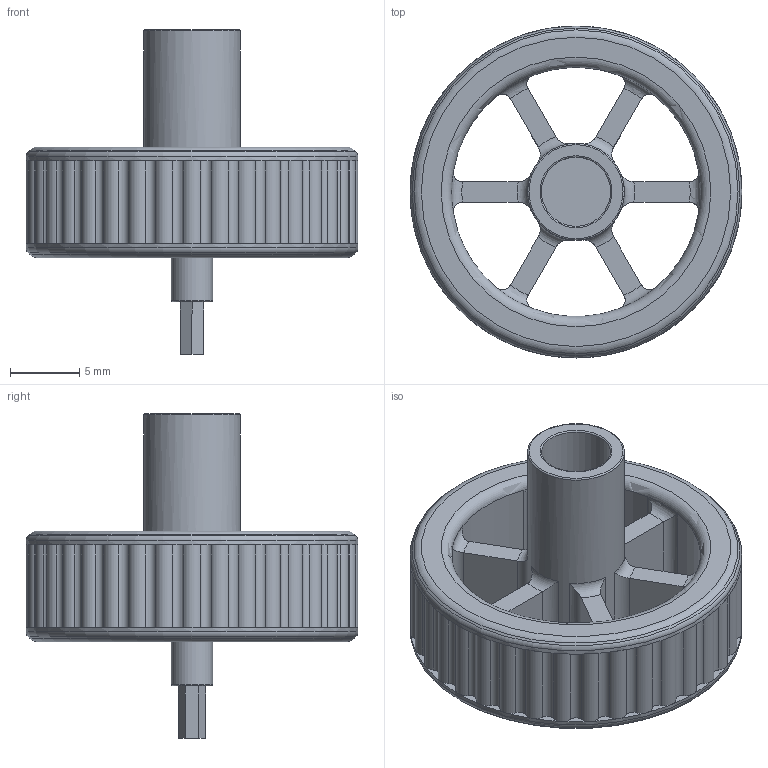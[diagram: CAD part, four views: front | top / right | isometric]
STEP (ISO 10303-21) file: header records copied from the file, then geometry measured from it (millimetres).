
FILE_DESCRIPTION(/* description */ (''),/* implementation_level */ '2;1');
FILE_NAME(/* name */ 'Wheel d.step',/* time_stamp */ '2024-04-14T09:06:11+08:00',/* author */ (''),/* organization */ (''),/* preprocessor_version */ 'ST-DEVELOPER v20',/* originating_system */ 'Autodesk Translation Framework v12.20.1.177',/* authorisation */ '');
FILE_SCHEMA (('AUTOMOTIVE_DESIGN { 1 0 10303 214 3 1 1 }'));
Length unit declared in the file: millimetre
Products named in the file (1): Wheel (1)
Bounding box: 24 x 24 x 23.5 mm (x, y, z)
Volume: 2212.6 mm3; surface area: 2376.9 mm2
Topology: 1 solids, 1 shells, 252 faces, 631 edges, 380 vertices
Faces by surface type: plane 109, cylinder 107, torus 34, cone 2
Full cylindrical faces by diameter (mm): 3 x1, 5 x1, 7 x1, 24 x2
Entity records: 8182 total; most frequent: CARTESIAN_POINT 1944, DIRECTION 1455, ORIENTED_EDGE 1262, AXIS2_PLACEMENT_3D 643, EDGE_CURVE 631, CIRCLE 390, VERTEX_POINT 380, EDGE_LOOP 263
